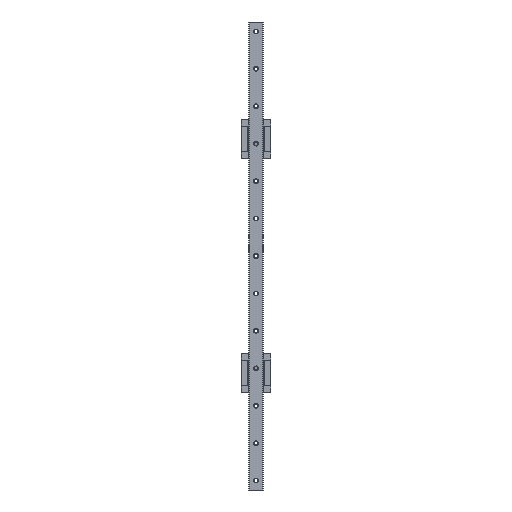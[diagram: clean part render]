
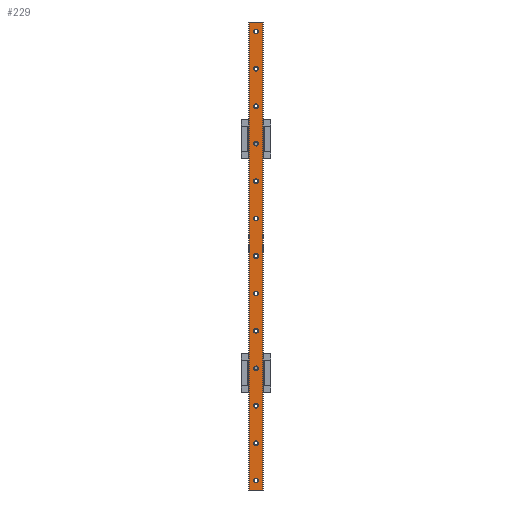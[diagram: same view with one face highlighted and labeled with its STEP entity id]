
A CAD part, front view. The second image highlights one B-rep face of the part: STEP entity #229.
In plain terms, the highlighted planar face has unit normal (0, -1, 0).
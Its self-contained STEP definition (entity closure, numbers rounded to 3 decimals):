
#229 = ADVANCED_FACE( '', ( #646, #647, #648, #649, #650, #651, #652, #653, #654, #655, #656, #657, #658, #659 ), #660, .F. );
#646 = FACE_BOUND( '', #1368, .T. );
#647 = FACE_BOUND( '', #1369, .T. );
#648 = FACE_BOUND( '', #1370, .T. );
#649 = FACE_BOUND( '', #1371, .T. );
#650 = FACE_BOUND( '', #1372, .T. );
#651 = FACE_BOUND( '', #1373, .T. );
#652 = FACE_BOUND( '', #1374, .T. );
#653 = FACE_BOUND( '', #1375, .T. );
#654 = FACE_BOUND( '', #1376, .T. );
#655 = FACE_BOUND( '', #1377, .T. );
#656 = FACE_BOUND( '', #1378, .T. );
#657 = FACE_BOUND( '', #1379, .T. );
#658 = FACE_BOUND( '', #1380, .T. );
#659 = FACE_OUTER_BOUND( '', #1381, .T. );
#660 = PLANE( '', #1382 );
#1368 = EDGE_LOOP( '', ( #2252 ) );
#1369 = EDGE_LOOP( '', ( #2253 ) );
#1370 = EDGE_LOOP( '', ( #2254 ) );
#1371 = EDGE_LOOP( '', ( #2255 ) );
#1372 = EDGE_LOOP( '', ( #2256 ) );
#1373 = EDGE_LOOP( '', ( #2257 ) );
#1374 = EDGE_LOOP( '', ( #2258 ) );
#1375 = EDGE_LOOP( '', ( #2259 ) );
#1376 = EDGE_LOOP( '', ( #2260 ) );
#1377 = EDGE_LOOP( '', ( #2261 ) );
#1378 = EDGE_LOOP( '', ( #2262 ) );
#1379 = EDGE_LOOP( '', ( #2263 ) );
#1380 = EDGE_LOOP( '', ( #2264 ) );
#1381 = EDGE_LOOP( '', ( #2265, #2266, #2267, #2268 ) );
#1382 = AXIS2_PLACEMENT_3D( '', #2269, #2270, #2271 );
#2252 = ORIENTED_EDGE( '', *, *, #4641, .F. );
#2253 = ORIENTED_EDGE( '', *, *, #4638, .F. );
#2254 = ORIENTED_EDGE( '', *, *, #4635, .F. );
#2255 = ORIENTED_EDGE( '', *, *, #4632, .F. );
#2256 = ORIENTED_EDGE( '', *, *, #4629, .F. );
#2257 = ORIENTED_EDGE( '', *, *, #4626, .F. );
#2258 = ORIENTED_EDGE( '', *, *, #4623, .F. );
#2259 = ORIENTED_EDGE( '', *, *, #4620, .F. );
#2260 = ORIENTED_EDGE( '', *, *, #4617, .F. );
#2261 = ORIENTED_EDGE( '', *, *, #4614, .F. );
#2262 = ORIENTED_EDGE( '', *, *, #4611, .F. );
#2263 = ORIENTED_EDGE( '', *, *, #4608, .F. );
#2264 = ORIENTED_EDGE( '', *, *, #4605, .F. );
#2265 = ORIENTED_EDGE( '', *, *, #4593, .T. );
#2266 = ORIENTED_EDGE( '', *, *, #4642, .F. );
#2267 = ORIENTED_EDGE( '', *, *, #4576, .F. );
#2268 = ORIENTED_EDGE( '', *, *, #4643, .T. );
#2269 = CARTESIAN_POINT( '', ( -7., 0., 250. ) );
#2270 = DIRECTION( '', ( 0., 1., 0. ) );
#2271 = DIRECTION( '', ( 0., 0., 1. ) );
#4576 = EDGE_CURVE( '', #5438, #5440, #5441, .T. );
#4593 = EDGE_CURVE( '', #5471, #5469, #5472, .T. );
#4605 = EDGE_CURVE( '', #5494, #5494, #5495, .T. );
#4608 = EDGE_CURVE( '', #5500, #5500, #5501, .T. );
#4611 = EDGE_CURVE( '', #5506, #5506, #5507, .T. );
#4614 = EDGE_CURVE( '', #5512, #5512, #5513, .T. );
#4617 = EDGE_CURVE( '', #5518, #5518, #5519, .T. );
#4620 = EDGE_CURVE( '', #5524, #5524, #5525, .T. );
#4623 = EDGE_CURVE( '', #5530, #5530, #5531, .T. );
#4626 = EDGE_CURVE( '', #5536, #5536, #5537, .T. );
#4629 = EDGE_CURVE( '', #5542, #5542, #5543, .T. );
#4632 = EDGE_CURVE( '', #5548, #5548, #5549, .T. );
#4635 = EDGE_CURVE( '', #5554, #5554, #5555, .T. );
#4638 = EDGE_CURVE( '', #5560, #5560, #5561, .T. );
#4641 = EDGE_CURVE( '', #5566, #5566, #5567, .T. );
#4642 = EDGE_CURVE( '', #5440, #5469, #5568, .T. );
#4643 = EDGE_CURVE( '', #5438, #5471, #5569, .T. );
#5438 = VERTEX_POINT( '', #6856 );
#5440 = VERTEX_POINT( '', #6859 );
#5441 = LINE( '', #6860, #6861 );
#5469 = VERTEX_POINT( '', #6902 );
#5471 = VERTEX_POINT( '', #6905 );
#5472 = LINE( '', #6906, #6907 );
#5494 = VERTEX_POINT( '', #6936 );
#5495 = CIRCLE( '', #6937, 2.5 );
#5500 = VERTEX_POINT( '', #6942 );
#5501 = CIRCLE( '', #6943, 2.5 );
#5506 = VERTEX_POINT( '', #6948 );
#5507 = CIRCLE( '', #6949, 2.5 );
#5512 = VERTEX_POINT( '', #6954 );
#5513 = CIRCLE( '', #6955, 2.5 );
#5518 = VERTEX_POINT( '', #6960 );
#5519 = CIRCLE( '', #6961, 2.5 );
#5524 = VERTEX_POINT( '', #6966 );
#5525 = CIRCLE( '', #6967, 2.5 );
#5530 = VERTEX_POINT( '', #6972 );
#5531 = CIRCLE( '', #6973, 2.5 );
#5536 = VERTEX_POINT( '', #6978 );
#5537 = CIRCLE( '', #6979, 2.5 );
#5542 = VERTEX_POINT( '', #6984 );
#5543 = CIRCLE( '', #6985, 2.5 );
#5548 = VERTEX_POINT( '', #6990 );
#5549 = CIRCLE( '', #6991, 2.5 );
#5554 = VERTEX_POINT( '', #6996 );
#5555 = CIRCLE( '', #6997, 2.5 );
#5560 = VERTEX_POINT( '', #7002 );
#5561 = CIRCLE( '', #7003, 2.5 );
#5566 = VERTEX_POINT( '', #7008 );
#5567 = CIRCLE( '', #7009, 2.5 );
#5568 = LINE( '', #7010, #7011 );
#5569 = LINE( '', #7012, #7013 );
#6856 = CARTESIAN_POINT( '', ( -7., 0., 250. ) );
#6859 = CARTESIAN_POINT( '', ( 7., 0., 250. ) );
#6860 = CARTESIAN_POINT( '', ( -7., 0., 250. ) );
#6861 = VECTOR( '', #8886, 1000. );
#6902 = CARTESIAN_POINT( '', ( 7., 0., -250. ) );
#6905 = CARTESIAN_POINT( '', ( -7., 0., -250. ) );
#6906 = CARTESIAN_POINT( '', ( -7., 0., -250. ) );
#6907 = VECTOR( '', #8907, 1000. );
#6936 = CARTESIAN_POINT( '', ( 0., 0., -242.5 ) );
#6937 = AXIS2_PLACEMENT_3D( '', #8927, #8928, #8929 );
#6942 = CARTESIAN_POINT( '', ( 0., 0., -202.5 ) );
#6943 = AXIS2_PLACEMENT_3D( '', #8936, #8937, #8938 );
#6948 = CARTESIAN_POINT( '', ( 0., 0., -162.5 ) );
#6949 = AXIS2_PLACEMENT_3D( '', #8945, #8946, #8947 );
#6954 = CARTESIAN_POINT( '', ( 0., 0., -122.5 ) );
#6955 = AXIS2_PLACEMENT_3D( '', #8954, #8955, #8956 );
#6960 = CARTESIAN_POINT( '', ( 0., 0., -82.5 ) );
#6961 = AXIS2_PLACEMENT_3D( '', #8963, #8964, #8965 );
#6966 = CARTESIAN_POINT( '', ( 0., 0., -42.5 ) );
#6967 = AXIS2_PLACEMENT_3D( '', #8972, #8973, #8974 );
#6972 = CARTESIAN_POINT( '', ( 0., 0., -2.5 ) );
#6973 = AXIS2_PLACEMENT_3D( '', #8981, #8982, #8983 );
#6978 = CARTESIAN_POINT( '', ( 0., 0., 37.5 ) );
#6979 = AXIS2_PLACEMENT_3D( '', #8990, #8991, #8992 );
#6984 = CARTESIAN_POINT( '', ( 0., 0., 77.5 ) );
#6985 = AXIS2_PLACEMENT_3D( '', #8999, #9000, #9001 );
#6990 = CARTESIAN_POINT( '', ( 0., 0., 117.5 ) );
#6991 = AXIS2_PLACEMENT_3D( '', #9008, #9009, #9010 );
#6996 = CARTESIAN_POINT( '', ( 0., 0., 157.5 ) );
#6997 = AXIS2_PLACEMENT_3D( '', #9017, #9018, #9019 );
#7002 = CARTESIAN_POINT( '', ( 0., 0., 197.5 ) );
#7003 = AXIS2_PLACEMENT_3D( '', #9026, #9027, #9028 );
#7008 = CARTESIAN_POINT( '', ( 0., 0., 237.5 ) );
#7009 = AXIS2_PLACEMENT_3D( '', #9035, #9036, #9037 );
#7010 = CARTESIAN_POINT( '', ( 7., 0., 250. ) );
#7011 = VECTOR( '', #9038, 1000. );
#7012 = CARTESIAN_POINT( '', ( -7., 0., 250. ) );
#7013 = VECTOR( '', #9039, 1000. );
#8886 = DIRECTION( '', ( 1., 0., 0. ) );
#8907 = DIRECTION( '', ( 1., 0., 0. ) );
#8927 = CARTESIAN_POINT( '', ( 0., 0., -240. ) );
#8928 = DIRECTION( '', ( 0., -1., 0. ) );
#8929 = DIRECTION( '', ( 0., 0., -1. ) );
#8936 = CARTESIAN_POINT( '', ( 0., 0., -200. ) );
#8937 = DIRECTION( '', ( 0., -1., 0. ) );
#8938 = DIRECTION( '', ( 0., 0., -1. ) );
#8945 = CARTESIAN_POINT( '', ( 0., 0., -160. ) );
#8946 = DIRECTION( '', ( 0., -1., 0. ) );
#8947 = DIRECTION( '', ( 0., 0., -1. ) );
#8954 = CARTESIAN_POINT( '', ( 0., 0., -120. ) );
#8955 = DIRECTION( '', ( 0., -1., 0. ) );
#8956 = DIRECTION( '', ( 0., 0., -1. ) );
#8963 = CARTESIAN_POINT( '', ( 0., 0., -80. ) );
#8964 = DIRECTION( '', ( 0., -1., 0. ) );
#8965 = DIRECTION( '', ( 0., 0., -1. ) );
#8972 = CARTESIAN_POINT( '', ( 0., 0., -40. ) );
#8973 = DIRECTION( '', ( 0., -1., 0. ) );
#8974 = DIRECTION( '', ( 0., 0., -1. ) );
#8981 = CARTESIAN_POINT( '', ( 0., 0., 0. ) );
#8982 = DIRECTION( '', ( 0., -1., 0. ) );
#8983 = DIRECTION( '', ( 0., 0., -1. ) );
#8990 = CARTESIAN_POINT( '', ( 0., 0., 40. ) );
#8991 = DIRECTION( '', ( 0., -1., 0. ) );
#8992 = DIRECTION( '', ( 0., 0., -1. ) );
#8999 = CARTESIAN_POINT( '', ( 0., 0., 80. ) );
#9000 = DIRECTION( '', ( 0., -1., 0. ) );
#9001 = DIRECTION( '', ( 0., 0., -1. ) );
#9008 = CARTESIAN_POINT( '', ( 0., 0., 120. ) );
#9009 = DIRECTION( '', ( 0., -1., 0. ) );
#9010 = DIRECTION( '', ( 0., 0., -1. ) );
#9017 = CARTESIAN_POINT( '', ( 0., 0., 160. ) );
#9018 = DIRECTION( '', ( 0., -1., 0. ) );
#9019 = DIRECTION( '', ( 0., 0., -1. ) );
#9026 = CARTESIAN_POINT( '', ( 0., 0., 200. ) );
#9027 = DIRECTION( '', ( 0., -1., 0. ) );
#9028 = DIRECTION( '', ( 0., 0., -1. ) );
#9035 = CARTESIAN_POINT( '', ( 0., 0., 240. ) );
#9036 = DIRECTION( '', ( 0., -1., 0. ) );
#9037 = DIRECTION( '', ( 0., 0., -1. ) );
#9038 = DIRECTION( '', ( 0., 0., -1. ) );
#9039 = DIRECTION( '', ( 0., 0., -1. ) );
